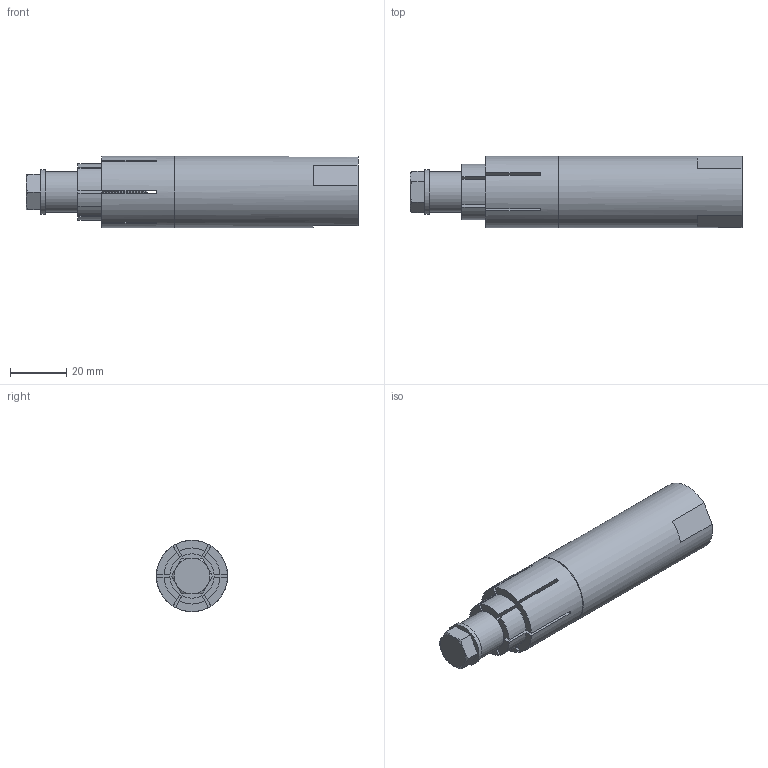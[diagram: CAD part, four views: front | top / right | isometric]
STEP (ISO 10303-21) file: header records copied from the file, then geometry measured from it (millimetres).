
FILE_DESCRIPTION(('HOOPS Exchange Step'),'2;1');
FILE_NAME('temp_export','2022-12-07T15:49:45-06:00',('jonat'),('Shapr3D Limited'),'HOOPS Exchange 2022.0','Shapr3D','Authorized');
FILE_SCHEMA( ('AUTOMOTIVE_DESIGN { 1 0 10303 214 1 1 1 1 }') );
Length unit declared in the file: millimetre
Products named in the file (2): 92198A307_18-8 Stainless Steel Hex Head Screw.SLDPRT; root
Assembly tree (1 placements, depth 2):
  root
    92198A307_18-8 Stainless Steel Hex Head Screw.SLDPRT
Bounding box: 118.54 x 25.4 x 25.4 mm (x, y, z)
Volume: 50331.9 mm3; surface area: 15614.4 mm2
Topology: 4 solids, 4 shells, 499 faces, 1468 edges, 978 vertices
Faces by surface type: bspline 286, cylinder 133, plane 51, cone 29
Full cylindrical faces by diameter (mm): 7.95 x21, 8 x2, 14.5 x1, 15.8 x1, 25.4 x2
Entity records: 37101 total; most frequent: CARTESIAN_POINT 27299, ORIENTED_EDGE 2936, EDGE_CURVE 1468, VERTEX_POINT 978, DIRECTION 905, B_SPLINE_CURVE_WITH_KNOTS 652, EDGE_LOOP 504, FACE_BOUND 504
